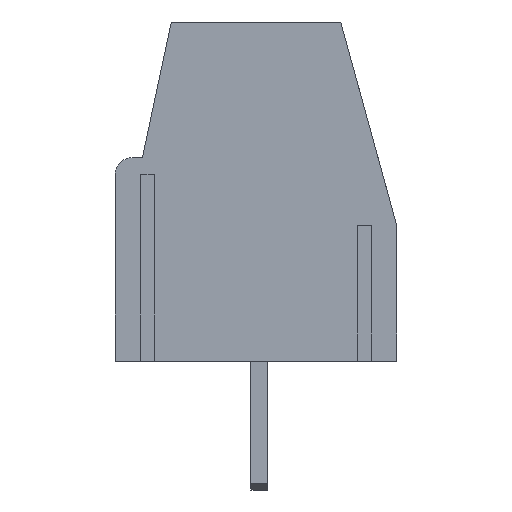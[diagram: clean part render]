
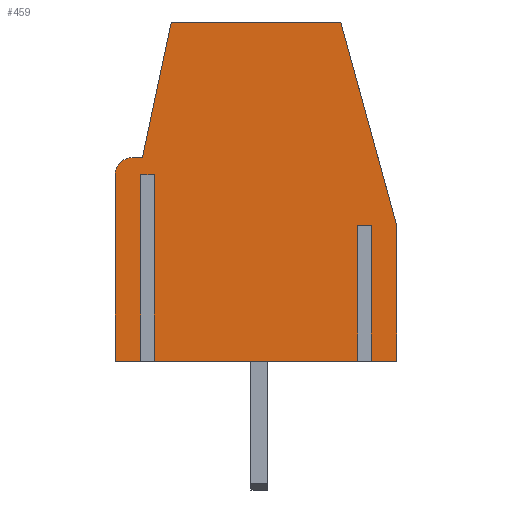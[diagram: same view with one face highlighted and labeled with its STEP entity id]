
A CAD part, left-side view. The second image highlights one B-rep face of the part: STEP entity #459.
In plain terms, the highlighted planar face has unit normal (-1, 0, 0).
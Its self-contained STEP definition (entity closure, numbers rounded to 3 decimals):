
#459 = ADVANCED_FACE( '', ( #922 ), #923, .F. );
#922 = FACE_OUTER_BOUND( '', #1447, .T. );
#923 = PLANE( '', #1448 );
#1447 = EDGE_LOOP( '', ( #2368, #2369, #2370, #2371, #2372, #2373, #2374, #2375, #2376, #2377, #2378, #2379, #2380, #2381, #2382, #2383 ) );
#1448 = AXIS2_PLACEMENT_3D( '', #2384, #2385, #2386 );
#2368 = ORIENTED_EDGE( '', *, *, #3508, .T. );
#2369 = ORIENTED_EDGE( '', *, *, #3630, .F. );
#2370 = ORIENTED_EDGE( '', *, *, #3584, .F. );
#2371 = ORIENTED_EDGE( '', *, *, #3549, .T. );
#2372 = ORIENTED_EDGE( '', *, *, #3631, .T. );
#2373 = ORIENTED_EDGE( '', *, *, #3632, .F. );
#2374 = ORIENTED_EDGE( '', *, *, #3633, .F. );
#2375 = ORIENTED_EDGE( '', *, *, #3634, .F. );
#2376 = ORIENTED_EDGE( '', *, *, #3635, .F. );
#2377 = ORIENTED_EDGE( '', *, *, #3459, .F. );
#2378 = ORIENTED_EDGE( '', *, *, #3578, .F. );
#2379 = ORIENTED_EDGE( '', *, *, #3636, .T. );
#2380 = ORIENTED_EDGE( '', *, *, #3637, .F. );
#2381 = ORIENTED_EDGE( '', *, *, #3638, .F. );
#2382 = ORIENTED_EDGE( '', *, *, #3639, .F. );
#2383 = ORIENTED_EDGE( '', *, *, #3291, .T. );
#2384 = CARTESIAN_POINT( '', ( -7.5, 0., 0. ) );
#2385 = DIRECTION( '', ( 1., 0., 0. ) );
#2386 = DIRECTION( '', ( 0., 0., -1. ) );
#3291 = EDGE_CURVE( '', #3908, #3909, #3910, .T. );
#3459 = EDGE_CURVE( '', #4199, #4200, #4201, .T. );
#3508 = EDGE_CURVE( '', #3909, #4279, #4282, .T. );
#3549 = EDGE_CURVE( '', #4346, #4347, #4348, .T. );
#3578 = EDGE_CURVE( '', #4392, #4199, #4394, .T. );
#3584 = EDGE_CURVE( '', #4346, #4400, #4402, .T. );
#3630 = EDGE_CURVE( '', #4400, #4279, #4471, .T. );
#3631 = EDGE_CURVE( '', #4347, #4472, #4473, .T. );
#3632 = EDGE_CURVE( '', #4474, #4472, #4475, .T. );
#3633 = EDGE_CURVE( '', #4476, #4474, #4477, .T. );
#3634 = EDGE_CURVE( '', #4478, #4476, #4479, .T. );
#3635 = EDGE_CURVE( '', #4200, #4478, #4480, .T. );
#3636 = EDGE_CURVE( '', #4392, #4481, #4482, .F. );
#3637 = EDGE_CURVE( '', #4483, #4481, #4484, .T. );
#3638 = EDGE_CURVE( '', #4485, #4483, #4486, .T. );
#3639 = EDGE_CURVE( '', #3908, #4485, #4487, .T. );
#3908 = VERTEX_POINT( '', #4816 );
#3909 = VERTEX_POINT( '', #4817 );
#3910 = LINE( '', #4818, #4819 );
#4199 = VERTEX_POINT( '', #5237 );
#4200 = VERTEX_POINT( '', #5238 );
#4201 = LINE( '', #5239, #5240 );
#4279 = VERTEX_POINT( '', #5354 );
#4282 = LINE( '', #5358, #5359 );
#4346 = VERTEX_POINT( '', #5450 );
#4347 = VERTEX_POINT( '', #5451 );
#4348 = LINE( '', #5452, #5453 );
#4392 = VERTEX_POINT( '', #5519 );
#4394 = LINE( '', #5522, #5523 );
#4400 = VERTEX_POINT( '', #5530 );
#4402 = LINE( '', #5533, #5534 );
#4471 = LINE( '', #5636, #5637 );
#4472 = VERTEX_POINT( '', #5638 );
#4473 = LINE( '', #5639, #5640 );
#4474 = VERTEX_POINT( '', #5641 );
#4475 = LINE( '', #5642, #5643 );
#4476 = VERTEX_POINT( '', #5644 );
#4477 = LINE( '', #5645, #5646 );
#4478 = VERTEX_POINT( '', #5647 );
#4479 = LINE( '', #5648, #5649 );
#4480 = LINE( '', #5650, #5651 );
#4481 = VERTEX_POINT( '', #5652 );
#4482 = CIRCLE( '', #5653, 0.5 );
#4483 = VERTEX_POINT( '', #5654 );
#4484 = LINE( '', #5655, #5656 );
#4485 = VERTEX_POINT( '', #5657 );
#4486 = LINE( '', #5658, #5659 );
#4487 = LINE( '', #5660, #5661 );
#4816 = CARTESIAN_POINT( '', ( -7.5, 3.4, 2.5 ) );
#4817 = CARTESIAN_POINT( '', ( -7.5, 3., 2.5 ) );
#4818 = CARTESIAN_POINT( '', ( -7.5, 3.4, 2.5 ) );
#4819 = VECTOR( '', #6125, 1000. );
#5237 = CARTESIAN_POINT( '', ( -7.5, 3.35, 3. ) );
#5238 = CARTESIAN_POINT( '', ( -7.5, 2.5, 7. ) );
#5239 = CARTESIAN_POINT( '', ( -7.5, 2.5, 7. ) );
#5240 = VECTOR( '', #6279, 1000. );
#5354 = CARTESIAN_POINT( '', ( -7.5, 3., -3. ) );
#5358 = CARTESIAN_POINT( '', ( -7.5, 3., 2.5 ) );
#5359 = VECTOR( '', #6317, 1000. );
#5450 = CARTESIAN_POINT( '', ( -7.5, -3., 1. ) );
#5451 = CARTESIAN_POINT( '', ( -7.5, -3.4, 1. ) );
#5452 = CARTESIAN_POINT( '', ( -7.5, -3., 1. ) );
#5453 = VECTOR( '', #6354, 1000. );
#5519 = CARTESIAN_POINT( '', ( -7.5, 3.65, 3. ) );
#5522 = CARTESIAN_POINT( '', ( -7.5, 3.35, 3. ) );
#5523 = VECTOR( '', #6378, 1000. );
#5530 = CARTESIAN_POINT( '', ( -7.5, -3., -3. ) );
#5533 = CARTESIAN_POINT( '', ( -7.5, -3., 1. ) );
#5534 = VECTOR( '', #6384, 1000. );
#5636 = CARTESIAN_POINT( '', ( -7.5, -4.15, -3. ) );
#5637 = VECTOR( '', #6424, 1000. );
#5638 = CARTESIAN_POINT( '', ( -7.5, -3.4, -3. ) );
#5639 = CARTESIAN_POINT( '', ( -7.5, -3.4, 1. ) );
#5640 = VECTOR( '', #6425, 1000. );
#5641 = CARTESIAN_POINT( '', ( -7.5, -4.15, -3. ) );
#5642 = CARTESIAN_POINT( '', ( -7.5, -4.15, -3. ) );
#5643 = VECTOR( '', #6426, 1000. );
#5644 = CARTESIAN_POINT( '', ( -7.5, -4.15, 1. ) );
#5645 = CARTESIAN_POINT( '', ( -7.5, -4.15, 1. ) );
#5646 = VECTOR( '', #6427, 1000. );
#5647 = CARTESIAN_POINT( '', ( -7.5, -2.5, 7. ) );
#5648 = CARTESIAN_POINT( '', ( -7.5, -4.15, 1. ) );
#5649 = VECTOR( '', #6428, 1000. );
#5650 = CARTESIAN_POINT( '', ( -7.5, 2.5, 7. ) );
#5651 = VECTOR( '', #6429, 1000. );
#5652 = CARTESIAN_POINT( '', ( -7.5, 4.15, 2.5 ) );
#5653 = AXIS2_PLACEMENT_3D( '', #6430, #6431, #6432 );
#5654 = CARTESIAN_POINT( '', ( -7.5, 4.15, -3. ) );
#5655 = CARTESIAN_POINT( '', ( -7.5, 4.15, -3. ) );
#5656 = VECTOR( '', #6433, 1000. );
#5657 = CARTESIAN_POINT( '', ( -7.5, 3.4, -3. ) );
#5658 = CARTESIAN_POINT( '', ( -7.5, -4.15, -3. ) );
#5659 = VECTOR( '', #6434, 1000. );
#5660 = CARTESIAN_POINT( '', ( -7.5, 3.4, 2.5 ) );
#5661 = VECTOR( '', #6435, 1000. );
#6125 = DIRECTION( '', ( 0., -1., 0. ) );
#6279 = DIRECTION( '', ( 0., -0.208, 0.978 ) );
#6317 = DIRECTION( '', ( 0., 0., -1. ) );
#6354 = DIRECTION( '', ( 0., -1., 0. ) );
#6378 = DIRECTION( '', ( 0., -1., 0. ) );
#6384 = DIRECTION( '', ( 0., 0., -1. ) );
#6424 = DIRECTION( '', ( 0., 1., 0. ) );
#6425 = DIRECTION( '', ( 0., 0., -1. ) );
#6426 = DIRECTION( '', ( 0., 1., 0. ) );
#6427 = DIRECTION( '', ( 0., 0., -1. ) );
#6428 = DIRECTION( '', ( 0., -0.265, -0.964 ) );
#6429 = DIRECTION( '', ( 0., -1., 0. ) );
#6430 = CARTESIAN_POINT( '', ( -7.5, 3.65, 2.5 ) );
#6431 = DIRECTION( '', ( 1., 0., 0. ) );
#6432 = DIRECTION( '', ( 0., 0., -1. ) );
#6433 = DIRECTION( '', ( 0., 0., 1. ) );
#6434 = DIRECTION( '', ( 0., 1., 0. ) );
#6435 = DIRECTION( '', ( 0., 0., -1. ) );
